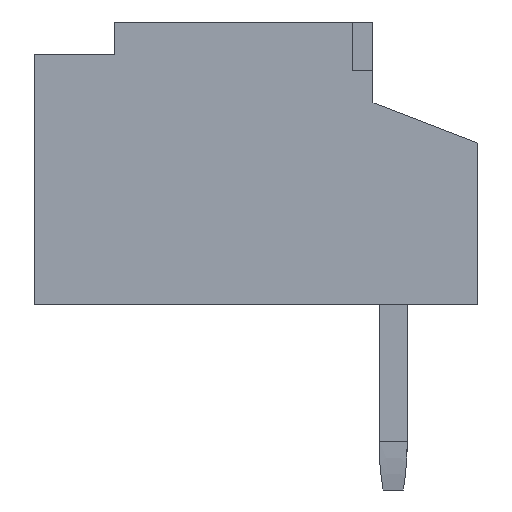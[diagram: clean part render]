
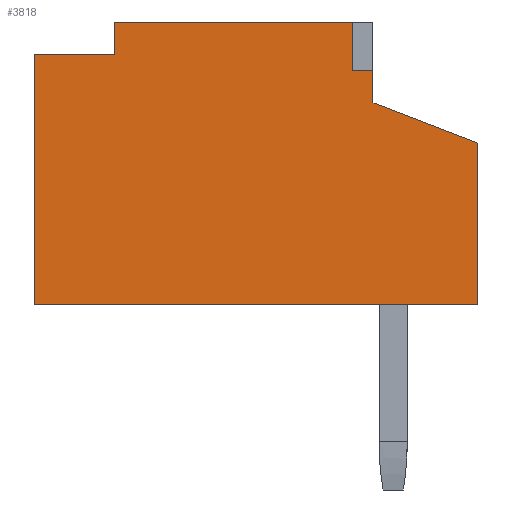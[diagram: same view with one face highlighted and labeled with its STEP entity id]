
A CAD part, left-side view. The second image highlights one B-rep face of the part: STEP entity #3818.
In plain terms, the highlighted planar face has unit normal (-1, 0, 0).
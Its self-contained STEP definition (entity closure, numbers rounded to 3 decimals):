
#9=DIRECTION('',(0.,0.,1.));
#10=VECTOR('',#9,2.);
#11=CARTESIAN_POINT('',(-5.25,-4.525,-1.9));
#12=LINE('',#11,#10);
#25=DIRECTION('',(0.,1.,0.));
#26=VECTOR('',#25,0.25);
#27=CARTESIAN_POINT('',(-5.25,-3.225,1.));
#28=LINE('',#27,#26);
#29=DIRECTION('',(0.,0.,-1.));
#30=VECTOR('',#29,0.4);
#31=CARTESIAN_POINT('',(-5.25,-3.225,1.));
#32=LINE('',#31,#30);
#33=DIRECTION('',(0.,0.933,0.359));
#34=VECTOR('',#33,1.393);
#35=CARTESIAN_POINT('',(-5.25,-4.525,0.1));
#36=LINE('',#35,#34);
#37=DIRECTION('',(0.,1.,0.));
#38=VECTOR('',#37,5.5);
#39=CARTESIAN_POINT('',(-5.25,-4.525,-1.9));
#40=LINE('',#39,#38);
#41=DIRECTION('',(0.,-1.,0.));
#42=VECTOR('',#41,1.);
#43=CARTESIAN_POINT('',(-5.25,0.975,1.2));
#44=LINE('',#43,#42);
#45=DIRECTION('',(0.,0.,-1.));
#46=VECTOR('',#45,0.4);
#47=CARTESIAN_POINT('',(-5.25,-0.025,1.6));
#48=LINE('',#47,#46);
#49=DIRECTION('',(0.,0.,-1.));
#50=VECTOR('',#49,0.6);
#51=CARTESIAN_POINT('',(-5.25,-2.975,1.6));
#52=LINE('',#51,#50);
#173=DIRECTION('',(0.,1.,0.));
#174=VECTOR('',#173,2.95);
#175=CARTESIAN_POINT('',(-5.25,-2.975,1.6));
#176=LINE('',#175,#174);
#325=DIRECTION('',(0.,0.,1.));
#326=VECTOR('',#325,3.1);
#327=CARTESIAN_POINT('',(-5.25,0.975,-1.9));
#328=LINE('',#327,#326);
#2847=CARTESIAN_POINT('',(-5.25,-4.525,-1.9));
#2848=CARTESIAN_POINT('',(-5.25,0.975,-1.9));
#2849=VERTEX_POINT('',#2847);
#2850=VERTEX_POINT('',#2848);
#2879=CARTESIAN_POINT('',(-5.25,-0.025,1.6));
#2880=CARTESIAN_POINT('',(-5.25,-0.025,1.2));
#2881=VERTEX_POINT('',#2879);
#2882=VERTEX_POINT('',#2880);
#2895=CARTESIAN_POINT('',(-5.25,0.975,1.2));
#2896=VERTEX_POINT('',#2895);
#3351=CARTESIAN_POINT('',(-5.25,-4.525,0.1));
#3353=VERTEX_POINT('',#3351);
#3359=CARTESIAN_POINT('',(-5.25,-3.225,0.6));
#3360=VERTEX_POINT('',#3359);
#3467=CARTESIAN_POINT('',(-5.25,-3.225,1.));
#3468=CARTESIAN_POINT('',(-5.25,-2.975,1.));
#3469=VERTEX_POINT('',#3467);
#3470=VERTEX_POINT('',#3468);
#3481=CARTESIAN_POINT('',(-5.25,-2.975,1.6));
#3482=VERTEX_POINT('',#3481);
#3793=CARTESIAN_POINT('',(-5.25,-4.525,-1.9));
#3794=DIRECTION('',(-1.,0.,0.));
#3795=DIRECTION('',(0.,0.,1.));
#3796=AXIS2_PLACEMENT_3D('',#3793,#3794,#3795);
#3797=PLANE('',#3796);
#3799=ORIENTED_EDGE('',*,*,#3798,.F.);
#3801=ORIENTED_EDGE('',*,*,#3800,.T.);
#3802=ORIENTED_EDGE('',*,*,#3769,.F.);
#3803=ORIENTED_EDGE('',*,*,#3742,.F.);
#3805=ORIENTED_EDGE('',*,*,#3804,.T.);
#3807=ORIENTED_EDGE('',*,*,#3806,.T.);
#3809=ORIENTED_EDGE('',*,*,#3808,.T.);
#3811=ORIENTED_EDGE('',*,*,#3810,.F.);
#3813=ORIENTED_EDGE('',*,*,#3812,.F.);
#3815=ORIENTED_EDGE('',*,*,#3814,.T.);
#3816=EDGE_LOOP('',(#3799,#3801,#3802,#3803,#3805,#3807,#3809,#3811,#3813,
#3815));
#3817=FACE_OUTER_BOUND('',#3816,.F.);
#3818=ADVANCED_FACE('',(#3817),#3797,.T.);
#3742=EDGE_CURVE('',#2849,#3353,#12,.T.);
#3769=EDGE_CURVE('',#3353,#3360,#36,.T.);
#3798=EDGE_CURVE('',#3469,#3470,#28,.T.);
#3800=EDGE_CURVE('',#3469,#3360,#32,.T.);
#3804=EDGE_CURVE('',#2849,#2850,#40,.T.);
#3806=EDGE_CURVE('',#2850,#2896,#328,.T.);
#3808=EDGE_CURVE('',#2896,#2882,#44,.T.);
#3810=EDGE_CURVE('',#2881,#2882,#48,.T.);
#3812=EDGE_CURVE('',#3482,#2881,#176,.T.);
#3814=EDGE_CURVE('',#3482,#3470,#52,.T.);
